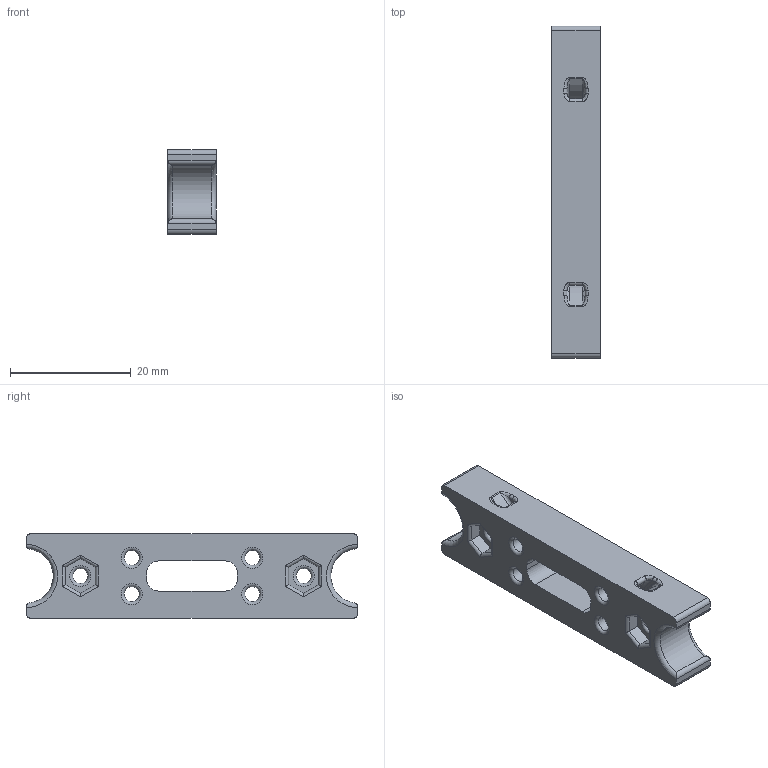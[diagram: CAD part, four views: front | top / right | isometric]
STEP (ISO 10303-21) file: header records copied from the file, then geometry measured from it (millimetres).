
FILE_DESCRIPTION(/* description */ ('STEP AP242','CAx-IF Rec.Pracs.---Representation and Presentation of Product Manufacturing Information (PMI)---4.0---2014-10-13','CAx-IF Rec.Pracs.---3D Tessellated Geometry---0.4---2014-09-14','2;1'),/* implementation_level */ '2;1');
FILE_NAME(/* name */ '65e26285fb64c61dc6339f30',/* time_stamp */ '2024-03-01T23:19:34Z',/* author */ (''),/* organization */ (''),/* preprocessor_version */ 'ST-DEVELOPER v19.4',/* originating_system */ ' ',/* authorisation */ ' ');
FILE_SCHEMA (('AP242_MANAGED_MODEL_BASED_3D_ENGINEERING_MIM_LF { 1 0 10303 442 1 1 4 }'));
Length unit declared in the file: metre
Products named in the file (1): Right Mount
Bounding box: 8 x 55 x 14 mm (x, y, z)
Volume: 4503.5 mm3; surface area: 3319.6 mm2
Topology: 1 solids, 1 shells, 130 faces, 310 edges, 188 vertices
Faces by surface type: cylinder 56, plane 34, torus 24, bspline 16
Full cylindrical faces by diameter (mm): 2.5 x6, 5 x4
Entity records: 4030 total; most frequent: CARTESIAN_POINT 1103, DIRECTION 602, ORIENTED_EDGE 576, EDGE_CURVE 288, AXIS2_PLACEMENT_3D 239, VERTEX_POINT 188, EDGE_LOOP 176, FACE_BOUND 176
